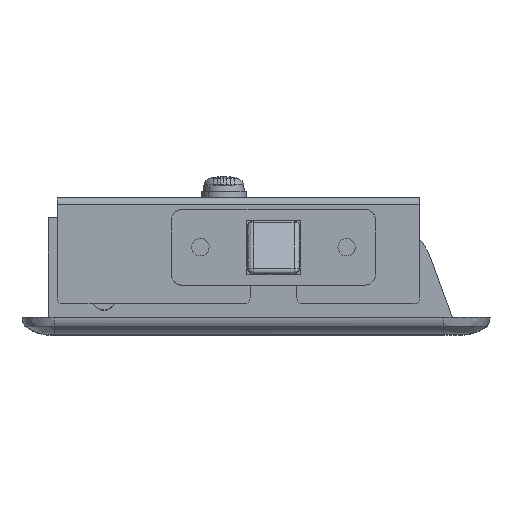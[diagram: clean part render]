
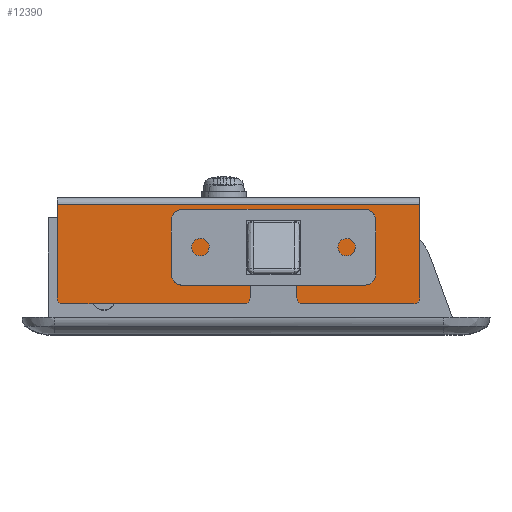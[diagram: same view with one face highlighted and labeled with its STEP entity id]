
A CAD part, top view. The second image highlights one B-rep face of the part: STEP entity #12390.
In plain terms, the highlighted free-form (B-spline) face has degree [1, 1] with [2, 2] control points.
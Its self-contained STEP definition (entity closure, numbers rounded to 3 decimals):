
#11636=CARTESIAN_POINT('',(34.0,25.55,27.5));
#11637=VERTEX_POINT('',#11636);
#11643=CARTESIAN_POINT('',(33.0,26.55,27.5));
#11644=VERTEX_POINT('',#11643);
#11645=CARTESIAN_POINT('',(33.0,26.55,27.5));
#11646=CARTESIAN_POINT('',(32.999,26.321,27.5));
#11647=CARTESIAN_POINT('',(33.141,25.93,27.5));
#11648=CARTESIAN_POINT('',(33.575,25.608,27.5));
#11649=CARTESIAN_POINT('',(33.869,25.55,27.5));
#11650=CARTESIAN_POINT('',(34.0,25.55,27.5));
#11651=B_SPLINE_CURVE_WITH_KNOTS('',3,(#11645,#11646,#11647,#11648,#11649,#11650),.UNSPECIFIED.,.F.,.U.,(4,1,1,4),(0.,0.688,1.179,1.571),.UNSPECIFIED.);
#11652=EDGE_CURVE('',#11644,#11637,#11651,.T.);
#11689=CARTESIAN_POINT('',(25.0,26.55,27.5));
#11690=VERTEX_POINT('',#11689);
#11696=CARTESIAN_POINT('',(24.0,25.55,27.5));
#11697=VERTEX_POINT('',#11696);
#11698=CARTESIAN_POINT('',(24.0,25.55,27.5));
#11699=CARTESIAN_POINT('',(24.131,25.55,27.5));
#11700=CARTESIAN_POINT('',(24.425,25.609,27.5));
#11701=CARTESIAN_POINT('',(24.859,25.93,27.5));
#11702=CARTESIAN_POINT('',(25.001,26.321,27.5));
#11703=CARTESIAN_POINT('',(25.0,26.55,27.5));
#11704=B_SPLINE_CURVE_WITH_KNOTS('',3,(#11698,#11699,#11700,#11701,#11702,#11703),.UNSPECIFIED.,.F.,.U.,(4,1,1,4),(0.,0.393,0.884,1.571),.UNSPECIFIED.);
#11705=EDGE_CURVE('',#11697,#11690,#11704,.T.);
#11882=CARTESIAN_POINT('',(33.0,36.05,27.5));
#11883=VERTEX_POINT('',#11882);
#11889=CARTESIAN_POINT('',(29.,40.05,27.5));
#11890=VERTEX_POINT('',#11889);
#11891=CARTESIAN_POINT('',(33.0,36.05,27.5));
#11892=CARTESIAN_POINT('',(33.,36.508,27.5));
#11893=CARTESIAN_POINT('',(32.83,37.49,27.5));
#11894=CARTESIAN_POINT('',(32.041,38.806,27.5));
#11895=CARTESIAN_POINT('',(30.701,39.8,27.5));
#11896=CARTESIAN_POINT('',(29.589,40.051,27.5));
#11897=CARTESIAN_POINT('',(29.,40.05,27.5));
#11898=B_SPLINE_CURVE_WITH_KNOTS('',3,(#11891,#11892,#11893,#11894,#11895,#11896,#11897),.UNSPECIFIED.,.F.,.U.,(4,1,1,1,4),(0.,1.375,2.946,4.516,6.284),.UNSPECIFIED.);
#11899=EDGE_CURVE('',#11883,#11890,#11898,.T.);
#11901=CARTESIAN_POINT('',(25.0,36.05,27.5));
#11902=VERTEX_POINT('',#11901);
#11903=CARTESIAN_POINT('',(29.,40.05,27.5));
#11904=CARTESIAN_POINT('',(28.411,40.051,27.5));
#11905=CARTESIAN_POINT('',(27.299,39.8,27.5));
#11906=CARTESIAN_POINT('',(25.959,38.806,27.5));
#11907=CARTESIAN_POINT('',(25.17,37.49,27.5));
#11908=CARTESIAN_POINT('',(25.,36.508,27.5));
#11909=CARTESIAN_POINT('',(25.0,36.05,27.5));
#11910=B_SPLINE_CURVE_WITH_KNOTS('',3,(#11903,#11904,#11905,#11906,#11907,#11908,#11909),.UNSPECIFIED.,.F.,.U.,(4,1,1,1,4),(0.,1.767,3.338,4.909,6.284),.UNSPECIFIED.);
#11911=EDGE_CURVE('',#11890,#11902,#11910,.T.);
#11926=CARTESIAN_POINT('',(25.0,36.05,27.5));
#11927=CARTESIAN_POINT('',(25.0,26.55,27.5));
#11928=QUASI_UNIFORM_CURVE('',1,(#11926,#11927),.UNSPECIFIED.,.F.,.U.);
#11929=EDGE_CURVE('',#11902,#11690,#11928,.T.);
#11952=CARTESIAN_POINT('',(33.0,26.55,27.5));
#11953=CARTESIAN_POINT('',(33.0,36.05,27.5));
#11954=QUASI_UNIFORM_CURVE('',1,(#11952,#11953),.UNSPECIFIED.,.F.,.U.);
#11955=EDGE_CURVE('',#11644,#11883,#11954,.T.);
#12081=CARTESIAN_POINT('',(53.0,25.55,27.5));
#12082=VERTEX_POINT('',#12081);
#12083=CARTESIAN_POINT('',(54.0,26.55,27.5));
#12084=VERTEX_POINT('',#12083);
#12085=CARTESIAN_POINT('',(53.0,25.55,27.5));
#12086=CARTESIAN_POINT('',(53.229,25.549,27.5));
#12087=CARTESIAN_POINT('',(53.62,25.691,27.5));
#12088=CARTESIAN_POINT('',(53.941,26.125,27.5));
#12089=CARTESIAN_POINT('',(54.,26.419,27.5));
#12090=CARTESIAN_POINT('',(54.0,26.55,27.5));
#12091=B_SPLINE_CURVE_WITH_KNOTS('',3,(#12085,#12086,#12087,#12088,#12089,#12090),.UNSPECIFIED.,.F.,.U.,(4,1,1,4),(0.,0.688,1.179,1.571),.UNSPECIFIED.);
#12092=EDGE_CURVE('',#12082,#12084,#12091,.T.);
#12134=CARTESIAN_POINT('',(-8.0,26.55,27.5));
#12135=VERTEX_POINT('',#12134);
#12136=CARTESIAN_POINT('',(-7.0,25.55,27.5));
#12137=VERTEX_POINT('',#12136);
#12138=CARTESIAN_POINT('',(-8.0,26.55,27.5));
#12139=CARTESIAN_POINT('',(-8.001,26.321,27.5));
#12140=CARTESIAN_POINT('',(-7.859,25.93,27.5));
#12141=CARTESIAN_POINT('',(-7.425,25.608,27.5));
#12142=CARTESIAN_POINT('',(-7.131,25.55,27.5));
#12143=CARTESIAN_POINT('',(-7.0,25.55,27.5));
#12144=B_SPLINE_CURVE_WITH_KNOTS('',3,(#12138,#12139,#12140,#12141,#12142,#12143),.UNSPECIFIED.,.F.,.U.,(4,1,1,4),(0.,0.688,1.179,1.571),.UNSPECIFIED.);
#12145=EDGE_CURVE('',#12135,#12137,#12144,.T.);
#12211=CARTESIAN_POINT('',(54.0,42.55,27.5));
#12212=VERTEX_POINT('',#12211);
#12222=CARTESIAN_POINT('',(54.0,42.55,27.5));
#12223=CARTESIAN_POINT('',(54.0,26.55,27.5));
#12224=QUASI_UNIFORM_CURVE('',1,(#12222,#12223),.UNSPECIFIED.,.F.,.U.);
#12225=EDGE_CURVE('',#12212,#12084,#12224,.T.);
#12276=CARTESIAN_POINT('',(-8.0,42.55,27.5));
#12277=VERTEX_POINT('',#12276);
#12278=CARTESIAN_POINT('',(-8.0,42.55,27.5));
#12279=CARTESIAN_POINT('',(-8.0,26.55,27.5));
#12280=QUASI_UNIFORM_CURVE('',1,(#12278,#12279),.UNSPECIFIED.,.F.,.U.);
#12281=EDGE_CURVE('',#12277,#12135,#12280,.T.);
#12351=CARTESIAN_POINT('',(34.0,25.55,27.5));
#12352=CARTESIAN_POINT('',(53.0,25.55,27.5));
#12353=QUASI_UNIFORM_CURVE('',1,(#12351,#12352),.UNSPECIFIED.,.F.,.U.);
#12354=EDGE_CURVE('',#11637,#12082,#12353,.T.);
#12362=CARTESIAN_POINT('',(-11.097,24.701,27.5));
#12363=CARTESIAN_POINT('',(57.097,24.701,27.5));
#12364=CARTESIAN_POINT('',(-11.097,43.399,27.5));
#12365=CARTESIAN_POINT('',(57.097,43.399,27.5));
#12366=B_SPLINE_SURFACE_WITH_KNOTS('',1,1,((#12362,#12364),(#12363,#12365)),.UNSPECIFIED.,.F.,.F.,.U.,(2,2),(2,2),(0.0,68.194),(0.0,18.698),.UNSPECIFIED.);
#12367=ORIENTED_EDGE('',*,*,#11955,.F.);
#12368=ORIENTED_EDGE('',*,*,#11652,.T.);
#12369=ORIENTED_EDGE('',*,*,#12354,.T.);
#12370=ORIENTED_EDGE('',*,*,#12092,.T.);
#12371=ORIENTED_EDGE('',*,*,#12225,.F.);
#12372=CARTESIAN_POINT('',(-8.0,42.55,27.5));
#12373=CARTESIAN_POINT('',(54.0,42.55,27.5));
#12374=QUASI_UNIFORM_CURVE('',1,(#12372,#12373),.UNSPECIFIED.,.F.,.U.);
#12375=EDGE_CURVE('',#12277,#12212,#12374,.T.);
#12376=ORIENTED_EDGE('',*,*,#12375,.F.);
#12377=ORIENTED_EDGE('',*,*,#12281,.T.);
#12378=ORIENTED_EDGE('',*,*,#12145,.T.);
#12379=CARTESIAN_POINT('',(-7.0,25.55,27.5));
#12380=CARTESIAN_POINT('',(24.0,25.55,27.5));
#12381=QUASI_UNIFORM_CURVE('',1,(#12379,#12380),.UNSPECIFIED.,.F.,.U.);
#12382=EDGE_CURVE('',#12137,#11697,#12381,.T.);
#12383=ORIENTED_EDGE('',*,*,#12382,.T.);
#12384=ORIENTED_EDGE('',*,*,#11705,.T.);
#12385=ORIENTED_EDGE('',*,*,#11929,.F.);
#12386=ORIENTED_EDGE('',*,*,#11911,.F.);
#12387=ORIENTED_EDGE('',*,*,#11899,.F.);
#12388=EDGE_LOOP('',(#12367,#12368,#12369,#12370,#12371,#12376,#12377,#12378,#12383,#12384,#12385,#12386,#12387));
#12389=FACE_OUTER_BOUND('',#12388,.T.);
#12390=ADVANCED_FACE('',(#12389),#12366,.T.);
